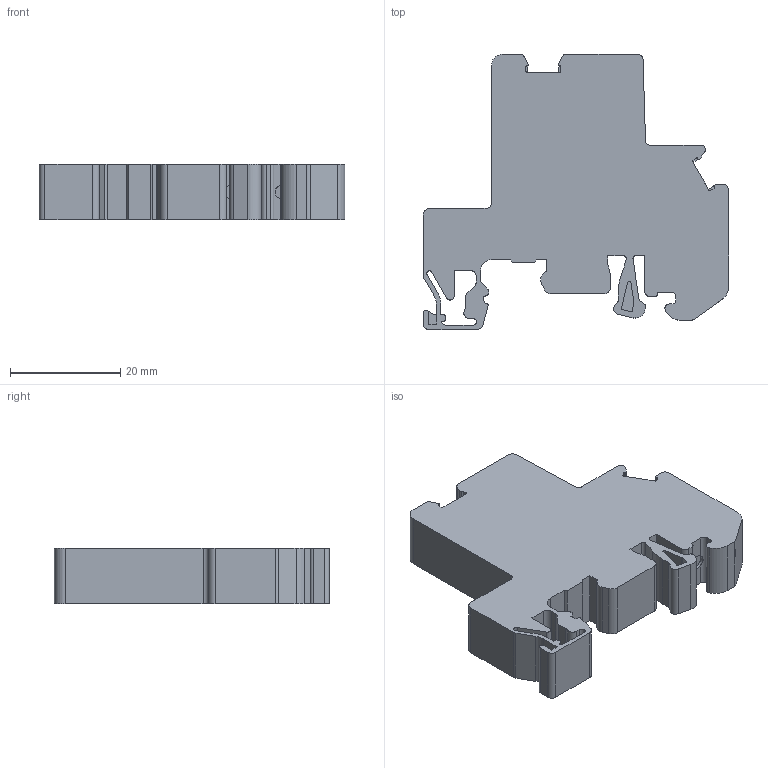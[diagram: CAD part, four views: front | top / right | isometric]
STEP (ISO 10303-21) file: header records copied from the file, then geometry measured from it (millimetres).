
FILE_DESCRIPTION(/* description */ (''),/* implementation_level */ '2;1');
FILE_NAME(/* name */ '215207.stp',/* time_stamp */ '2021-11-12T15:40:30+08:00',/* author */ (''),/* organization */ (''),/* preprocessor_version */ 'ST-DEVELOPER v16.7',/* originating_system */ 'SIEMENS PLM Software NX 12.0',/* authorisation */ '');
FILE_SCHEMA (('AP203_CONFIGURATION_CONTROLLED_3D_DESIGN_OF_MECHANICAL_PARTS_AND_ASSEMBLIES_MIM_LF { 1 0 10303 403 2 1 2}'));
Length unit declared in the file: millimetre
Products named in the file (1): SP4021T1008
Bounding box: 55.5 x 50 x 10 mm (x, y, z)
Volume: 17108.6 mm3; surface area: 7011.5 mm2
Topology: 1 solids, 1 shells, 196 faces, 557 edges, 368 vertices
Faces by surface type: plane 107, cylinder 83, bspline 3, torus 3
Full cylindrical faces by diameter (mm): 1.9 x1, 2.7 x3, 5.7 x2, 7.5 x1
Entity records: 6464 total; most frequent: CARTESIAN_POINT 1182, DIRECTION 1102, ORIENTED_EDGE 1088, EDGE_CURVE 544, AXIS2_PLACEMENT_3D 370, VERTEX_POINT 363, LINE 362, VECTOR 362
